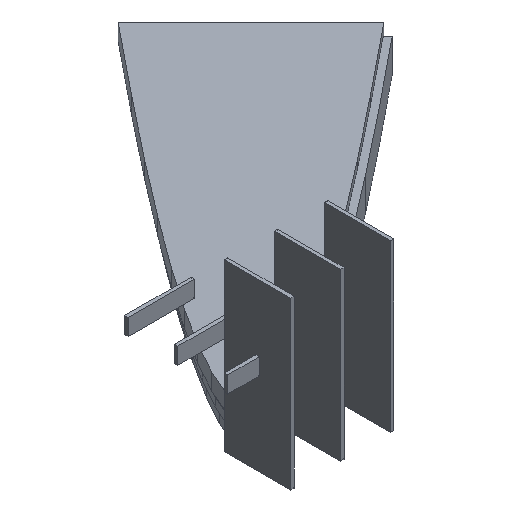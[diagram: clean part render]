
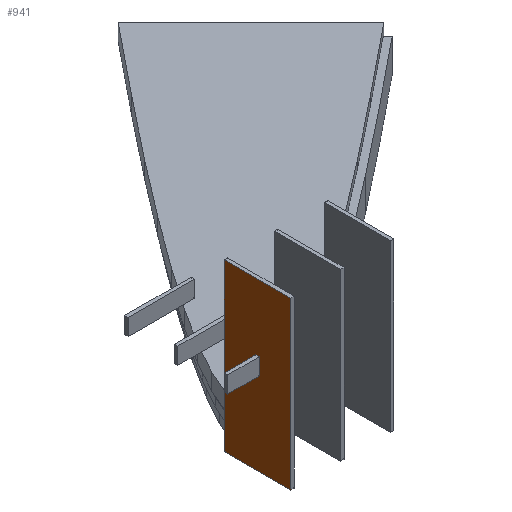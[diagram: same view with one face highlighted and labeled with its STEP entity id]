
A CAD part, isometric view. The second image highlights one B-rep face of the part: STEP entity #941.
In plain terms, the highlighted planar face has unit normal (-1, 0, 0).
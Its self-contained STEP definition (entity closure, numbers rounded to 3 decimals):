
#756 = VERTEX_POINT('',#757);
#757 = CARTESIAN_POINT('',(-0.5,-0.5,25.));
#764 = PLANE('',#765);
#765 = AXIS2_PLACEMENT_3D('',#766,#767,#768);
#766 = CARTESIAN_POINT('',(-10.,-0.5,25.));
#767 = DIRECTION('',(0.,1.,0.));
#768 = DIRECTION('',(1.,0.,0.));
#776 = PLANE('',#777);
#777 = AXIS2_PLACEMENT_3D('',#778,#779,#780);
#778 = CARTESIAN_POINT('',(0.,0.,25.));
#779 = DIRECTION('',(0.,0.,1.));
#780 = DIRECTION('',(1.,0.,-0.));
#817 = VERTEX_POINT('',#818);
#818 = CARTESIAN_POINT('',(-0.5,-0.5,30.));
#832 = PLANE('',#833);
#833 = AXIS2_PLACEMENT_3D('',#834,#835,#836);
#834 = CARTESIAN_POINT('',(0.,0.,30.));
#835 = DIRECTION('',(0.,0.,1.));
#836 = DIRECTION('',(1.,0.,-0.));
#844 = EDGE_CURVE('',#756,#817,#845,.T.);
#845 = SURFACE_CURVE('',#846,(#850,#856),.PCURVE_S1.);
#846 = LINE('',#847,#848);
#847 = CARTESIAN_POINT('',(-0.5,-0.5,12.5));
#848 = VECTOR('',#849,1.);
#849 = DIRECTION('',(0.,-0.,1.));
#850 = PCURVE('',#764,#851);
#851 = DEFINITIONAL_REPRESENTATION('',(#852),#855);
#852 = B_SPLINE_CURVE_WITH_KNOTS('',1,(#853,#854),.UNSPECIFIED.,.F.,.F.,
  (2,2),(12.5,17.5),.PIECEWISE_BEZIER_KNOTS.);
#853 = CARTESIAN_POINT('',(9.5,0.));
#854 = CARTESIAN_POINT('',(9.5,-5.));
#855 = ( GEOMETRIC_REPRESENTATION_CONTEXT(2) 
PARAMETRIC_REPRESENTATION_CONTEXT() REPRESENTATION_CONTEXT('2D SPACE',''
  ) );
#856 = PCURVE('',#857,#862);
#857 = PLANE('',#858);
#858 = AXIS2_PLACEMENT_3D('',#859,#860,#861);
#859 = CARTESIAN_POINT('',(-0.5,10.,0.));
#860 = DIRECTION('',(1.,0.,-0.));
#861 = DIRECTION('',(0.,-1.,0.));
#862 = DEFINITIONAL_REPRESENTATION('',(#863),#866);
#863 = B_SPLINE_CURVE_WITH_KNOTS('',1,(#864,#865),.UNSPECIFIED.,.F.,.F.,
  (2,2),(12.5,17.5),.PIECEWISE_BEZIER_KNOTS.);
#864 = CARTESIAN_POINT('',(10.5,-25.));
#865 = CARTESIAN_POINT('',(10.5,-30.));
#866 = ( GEOMETRIC_REPRESENTATION_CONTEXT(2) 
PARAMETRIC_REPRESENTATION_CONTEXT() REPRESENTATION_CONTEXT('2D SPACE',''
  ) );
#895 = EDGE_CURVE('',#896,#756,#898,.T.);
#896 = VERTEX_POINT('',#897);
#897 = CARTESIAN_POINT('',(-0.5,0.5,25.));
#898 = SURFACE_CURVE('',#899,(#903,#909),.PCURVE_S1.);
#899 = LINE('',#900,#901);
#900 = CARTESIAN_POINT('',(-0.5,5.,25.));
#901 = VECTOR('',#902,1.);
#902 = DIRECTION('',(0.,-1.,0.));
#903 = PCURVE('',#776,#904);
#904 = DEFINITIONAL_REPRESENTATION('',(#905),#908);
#905 = B_SPLINE_CURVE_WITH_KNOTS('',1,(#906,#907),.UNSPECIFIED.,.F.,.F.,
  (2,2),(4.5,5.5),.PIECEWISE_BEZIER_KNOTS.);
#906 = CARTESIAN_POINT('',(-0.5,0.5));
#907 = CARTESIAN_POINT('',(-0.5,-0.5));
#908 = ( GEOMETRIC_REPRESENTATION_CONTEXT(2) 
PARAMETRIC_REPRESENTATION_CONTEXT() REPRESENTATION_CONTEXT('2D SPACE',''
  ) );
#909 = PCURVE('',#857,#910);
#910 = DEFINITIONAL_REPRESENTATION('',(#911),#914);
#911 = B_SPLINE_CURVE_WITH_KNOTS('',1,(#912,#913),.UNSPECIFIED.,.F.,.F.,
  (2,2),(4.5,5.5),.PIECEWISE_BEZIER_KNOTS.);
#912 = CARTESIAN_POINT('',(9.5,-25.));
#913 = CARTESIAN_POINT('',(10.5,-25.));
#914 = ( GEOMETRIC_REPRESENTATION_CONTEXT(2) 
PARAMETRIC_REPRESENTATION_CONTEXT() REPRESENTATION_CONTEXT('2D SPACE',''
  ) );
#930 = PLANE('',#931);
#931 = AXIS2_PLACEMENT_3D('',#932,#933,#934);
#932 = CARTESIAN_POINT('',(10.,0.5,25.));
#933 = DIRECTION('',(0.,-1.,0.));
#934 = DIRECTION('',(-1.,0.,0.));
#941 = ADVANCED_FACE('',(#942,#1056),#857,.F.);
#942 = FACE_BOUND('',#943,.F.);
#943 = EDGE_LOOP('',(#944,#974,#1002,#1030));
#944 = ORIENTED_EDGE('',*,*,#945,.T.);
#945 = EDGE_CURVE('',#946,#948,#950,.T.);
#946 = VERTEX_POINT('',#947);
#947 = CARTESIAN_POINT('',(-0.5,10.,0.));
#948 = VERTEX_POINT('',#949);
#949 = CARTESIAN_POINT('',(-0.5,10.,50.));
#950 = SURFACE_CURVE('',#951,(#955,#962),.PCURVE_S1.);
#951 = LINE('',#952,#953);
#952 = CARTESIAN_POINT('',(-0.5,10.,0.));
#953 = VECTOR('',#954,1.);
#954 = DIRECTION('',(0.,0.,1.));
#955 = PCURVE('',#857,#956);
#956 = DEFINITIONAL_REPRESENTATION('',(#957),#961);
#957 = LINE('',#958,#959);
#958 = CARTESIAN_POINT('',(0.,0.));
#959 = VECTOR('',#960,1.);
#960 = DIRECTION('',(0.,-1.));
#961 = ( GEOMETRIC_REPRESENTATION_CONTEXT(2) 
PARAMETRIC_REPRESENTATION_CONTEXT() REPRESENTATION_CONTEXT('2D SPACE',''
  ) );
#962 = PCURVE('',#963,#968);
#963 = PLANE('',#964);
#964 = AXIS2_PLACEMENT_3D('',#965,#966,#967);
#965 = CARTESIAN_POINT('',(0.5,10.,0.));
#966 = DIRECTION('',(0.,-1.,0.));
#967 = DIRECTION('',(-1.,0.,0.));
#968 = DEFINITIONAL_REPRESENTATION('',(#969),#973);
#969 = LINE('',#970,#971);
#970 = CARTESIAN_POINT('',(1.,0.));
#971 = VECTOR('',#972,1.);
#972 = DIRECTION('',(0.,-1.));
#973 = ( GEOMETRIC_REPRESENTATION_CONTEXT(2) 
PARAMETRIC_REPRESENTATION_CONTEXT() REPRESENTATION_CONTEXT('2D SPACE',''
  ) );
#974 = ORIENTED_EDGE('',*,*,#975,.T.);
#975 = EDGE_CURVE('',#948,#976,#978,.T.);
#976 = VERTEX_POINT('',#977);
#977 = CARTESIAN_POINT('',(-0.5,-10.,50.));
#978 = SURFACE_CURVE('',#979,(#983,#990),.PCURVE_S1.);
#979 = LINE('',#980,#981);
#980 = CARTESIAN_POINT('',(-0.5,10.,50.));
#981 = VECTOR('',#982,1.);
#982 = DIRECTION('',(0.,-1.,0.));
#983 = PCURVE('',#857,#984);
#984 = DEFINITIONAL_REPRESENTATION('',(#985),#989);
#985 = LINE('',#986,#987);
#986 = CARTESIAN_POINT('',(0.,-50.));
#987 = VECTOR('',#988,1.);
#988 = DIRECTION('',(1.,0.));
#989 = ( GEOMETRIC_REPRESENTATION_CONTEXT(2) 
PARAMETRIC_REPRESENTATION_CONTEXT() REPRESENTATION_CONTEXT('2D SPACE',''
  ) );
#990 = PCURVE('',#991,#996);
#991 = PLANE('',#992);
#992 = AXIS2_PLACEMENT_3D('',#993,#994,#995);
#993 = CARTESIAN_POINT('',(0.,0.,50.));
#994 = DIRECTION('',(0.,0.,1.));
#995 = DIRECTION('',(1.,0.,-0.));
#996 = DEFINITIONAL_REPRESENTATION('',(#997),#1001);
#997 = LINE('',#998,#999);
#998 = CARTESIAN_POINT('',(-0.5,10.));
#999 = VECTOR('',#1000,1.);
#1000 = DIRECTION('',(0.,-1.));
#1001 = ( GEOMETRIC_REPRESENTATION_CONTEXT(2) 
PARAMETRIC_REPRESENTATION_CONTEXT() REPRESENTATION_CONTEXT('2D SPACE',''
  ) );
#1002 = ORIENTED_EDGE('',*,*,#1003,.F.);
#1003 = EDGE_CURVE('',#1004,#976,#1006,.T.);
#1004 = VERTEX_POINT('',#1005);
#1005 = CARTESIAN_POINT('',(-0.5,-10.,0.));
#1006 = SURFACE_CURVE('',#1007,(#1011,#1018),.PCURVE_S1.);
#1007 = LINE('',#1008,#1009);
#1008 = CARTESIAN_POINT('',(-0.5,-10.,0.));
#1009 = VECTOR('',#1010,1.);
#1010 = DIRECTION('',(0.,0.,1.));
#1011 = PCURVE('',#857,#1012);
#1012 = DEFINITIONAL_REPRESENTATION('',(#1013),#1017);
#1013 = LINE('',#1014,#1015);
#1014 = CARTESIAN_POINT('',(20.,0.));
#1015 = VECTOR('',#1016,1.);
#1016 = DIRECTION('',(0.,-1.));
#1017 = ( GEOMETRIC_REPRESENTATION_CONTEXT(2) 
PARAMETRIC_REPRESENTATION_CONTEXT() REPRESENTATION_CONTEXT('2D SPACE',''
  ) );
#1018 = PCURVE('',#1019,#1024);
#1019 = PLANE('',#1020);
#1020 = AXIS2_PLACEMENT_3D('',#1021,#1022,#1023);
#1021 = CARTESIAN_POINT('',(-0.5,-10.,0.));
#1022 = DIRECTION('',(0.,1.,0.));
#1023 = DIRECTION('',(1.,0.,0.));
#1024 = DEFINITIONAL_REPRESENTATION('',(#1025),#1029);
#1025 = LINE('',#1026,#1027);
#1026 = CARTESIAN_POINT('',(0.,0.));
#1027 = VECTOR('',#1028,1.);
#1028 = DIRECTION('',(0.,-1.));
#1029 = ( GEOMETRIC_REPRESENTATION_CONTEXT(2) 
PARAMETRIC_REPRESENTATION_CONTEXT() REPRESENTATION_CONTEXT('2D SPACE',''
  ) );
#1030 = ORIENTED_EDGE('',*,*,#1031,.F.);
#1031 = EDGE_CURVE('',#946,#1004,#1032,.T.);
#1032 = SURFACE_CURVE('',#1033,(#1037,#1044),.PCURVE_S1.);
#1033 = LINE('',#1034,#1035);
#1034 = CARTESIAN_POINT('',(-0.5,10.,0.));
#1035 = VECTOR('',#1036,1.);
#1036 = DIRECTION('',(0.,-1.,0.));
#1037 = PCURVE('',#857,#1038);
#1038 = DEFINITIONAL_REPRESENTATION('',(#1039),#1043);
#1039 = LINE('',#1040,#1041);
#1040 = CARTESIAN_POINT('',(0.,0.));
#1041 = VECTOR('',#1042,1.);
#1042 = DIRECTION('',(1.,0.));
#1043 = ( GEOMETRIC_REPRESENTATION_CONTEXT(2) 
PARAMETRIC_REPRESENTATION_CONTEXT() REPRESENTATION_CONTEXT('2D SPACE',''
  ) );
#1044 = PCURVE('',#1045,#1050);
#1045 = PLANE('',#1046);
#1046 = AXIS2_PLACEMENT_3D('',#1047,#1048,#1049);
#1047 = CARTESIAN_POINT('',(0.,0.,0.));
#1048 = DIRECTION('',(0.,0.,1.));
#1049 = DIRECTION('',(1.,0.,-0.));
#1050 = DEFINITIONAL_REPRESENTATION('',(#1051),#1055);
#1051 = LINE('',#1052,#1053);
#1052 = CARTESIAN_POINT('',(-0.5,10.));
#1053 = VECTOR('',#1054,1.);
#1054 = DIRECTION('',(0.,-1.));
#1055 = ( GEOMETRIC_REPRESENTATION_CONTEXT(2) 
PARAMETRIC_REPRESENTATION_CONTEXT() REPRESENTATION_CONTEXT('2D SPACE',''
  ) );
#1056 = FACE_BOUND('',#1057,.F.);
#1057 = EDGE_LOOP('',(#1058,#1059,#1060,#1081));
#1058 = ORIENTED_EDGE('',*,*,#895,.T.);
#1059 = ORIENTED_EDGE('',*,*,#844,.T.);
#1060 = ORIENTED_EDGE('',*,*,#1061,.F.);
#1061 = EDGE_CURVE('',#1062,#817,#1064,.T.);
#1062 = VERTEX_POINT('',#1063);
#1063 = CARTESIAN_POINT('',(-0.5,0.5,30.));
#1064 = SURFACE_CURVE('',#1065,(#1069,#1075),.PCURVE_S1.);
#1065 = LINE('',#1066,#1067);
#1066 = CARTESIAN_POINT('',(-0.5,5.,30.));
#1067 = VECTOR('',#1068,1.);
#1068 = DIRECTION('',(0.,-1.,0.));
#1069 = PCURVE('',#857,#1070);
#1070 = DEFINITIONAL_REPRESENTATION('',(#1071),#1074);
#1071 = B_SPLINE_CURVE_WITH_KNOTS('',1,(#1072,#1073),.UNSPECIFIED.,.F.,
  .F.,(2,2),(4.5,5.5),.PIECEWISE_BEZIER_KNOTS.);
#1072 = CARTESIAN_POINT('',(9.5,-30.));
#1073 = CARTESIAN_POINT('',(10.5,-30.));
#1074 = ( GEOMETRIC_REPRESENTATION_CONTEXT(2) 
PARAMETRIC_REPRESENTATION_CONTEXT() REPRESENTATION_CONTEXT('2D SPACE',''
  ) );
#1075 = PCURVE('',#832,#1076);
#1076 = DEFINITIONAL_REPRESENTATION('',(#1077),#1080);
#1077 = B_SPLINE_CURVE_WITH_KNOTS('',1,(#1078,#1079),.UNSPECIFIED.,.F.,
  .F.,(2,2),(4.5,5.5),.PIECEWISE_BEZIER_KNOTS.);
#1078 = CARTESIAN_POINT('',(-0.5,0.5));
#1079 = CARTESIAN_POINT('',(-0.5,-0.5));
#1080 = ( GEOMETRIC_REPRESENTATION_CONTEXT(2) 
PARAMETRIC_REPRESENTATION_CONTEXT() REPRESENTATION_CONTEXT('2D SPACE',''
  ) );
#1081 = ORIENTED_EDGE('',*,*,#1082,.T.);
#1082 = EDGE_CURVE('',#1062,#896,#1083,.T.);
#1083 = SURFACE_CURVE('',#1084,(#1088,#1094),.PCURVE_S1.);
#1084 = LINE('',#1085,#1086);
#1085 = CARTESIAN_POINT('',(-0.5,0.5,12.5));
#1086 = VECTOR('',#1087,1.);
#1087 = DIRECTION('',(0.,-0.,-1.));
#1088 = PCURVE('',#857,#1089);
#1089 = DEFINITIONAL_REPRESENTATION('',(#1090),#1093);
#1090 = B_SPLINE_CURVE_WITH_KNOTS('',1,(#1091,#1092),.UNSPECIFIED.,.F.,
  .F.,(2,2),(-17.5,-12.5),.PIECEWISE_BEZIER_KNOTS.);
#1091 = CARTESIAN_POINT('',(9.5,-30.));
#1092 = CARTESIAN_POINT('',(9.5,-25.));
#1093 = ( GEOMETRIC_REPRESENTATION_CONTEXT(2) 
PARAMETRIC_REPRESENTATION_CONTEXT() REPRESENTATION_CONTEXT('2D SPACE',''
  ) );
#1094 = PCURVE('',#930,#1095);
#1095 = DEFINITIONAL_REPRESENTATION('',(#1096),#1099);
#1096 = B_SPLINE_CURVE_WITH_KNOTS('',1,(#1097,#1098),.UNSPECIFIED.,.F.,
  .F.,(2,2),(-17.5,-12.5),.PIECEWISE_BEZIER_KNOTS.);
#1097 = CARTESIAN_POINT('',(10.5,-5.));
#1098 = CARTESIAN_POINT('',(10.5,0.));
#1099 = ( GEOMETRIC_REPRESENTATION_CONTEXT(2) 
PARAMETRIC_REPRESENTATION_CONTEXT() REPRESENTATION_CONTEXT('2D SPACE',''
  ) );
